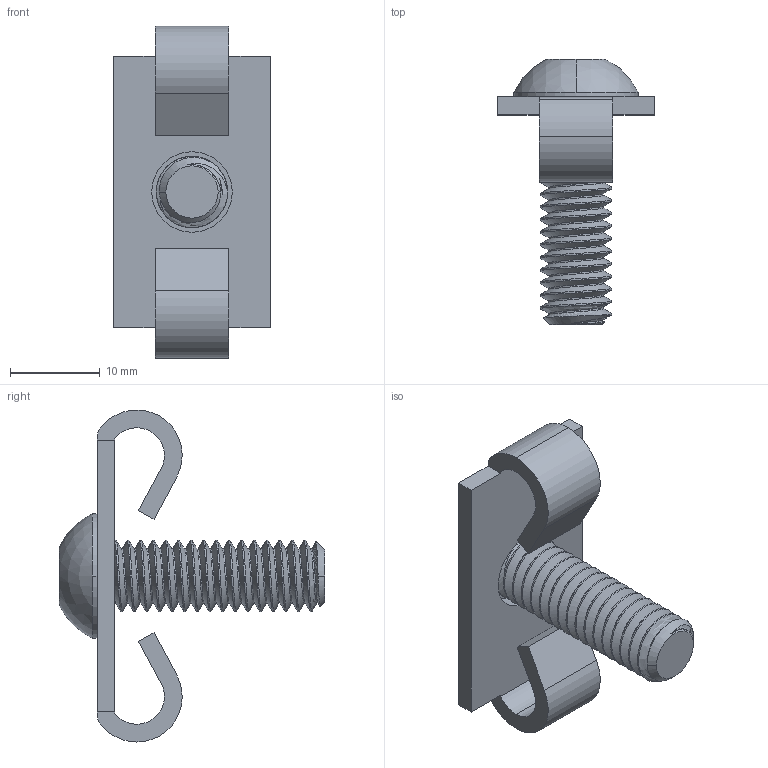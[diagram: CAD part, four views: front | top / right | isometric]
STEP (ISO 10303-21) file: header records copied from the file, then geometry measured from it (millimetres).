
FILE_DESCRIPTION (( 'STEP AP203' ), '1' );
FILE_NAME ('A-FST-EF-SS-15-00001-900021.STEP', '2025-10-01T01:22:11', ( '' ), ( '' ), 'SwSTEP 2.0', 'SolidWorks 2019', '' );
FILE_SCHEMA (( 'CONFIG_CONTROL_DESIGN' ));
Length unit declared in the file: inch
Products named in the file (3): A-FST-EF-SS-15-00001 (900021);FST-BHSCS-SS-0.3125-18X1.000 (100074)_92949A582; A-FST-EF-SS-15-00001-900021; A-FST-EF-SS-15-00001 (900021);FST-EF-SS-15 (100246)
Assembly tree (2 placements, depth 2):
  A-FST-EF-SS-15-00001-900021
    A-FST-EF-SS-15-00001 (900021);FST-EF-SS-15 (100246)
    A-FST-EF-SS-15-00001 (900021);FST-BHSCS-SS-0.3125-18X1.000 (100074)_92949A582
Bounding box: 17.53 x 29.62 x 37.08 mm (x, y, z)
Volume: 2933.3 mm3; surface area: 3292 mm2
Topology: 2 solids, 2 shells, 103 faces, 273 edges, 174 vertices
Faces by surface type: cylinder 50, plane 33, cone 15, bspline 3, sphere 2
Entity records: 6416 total; most frequent: CARTESIAN_POINT 3789, ORIENTED_EDGE 542, DIRECTION 440, EDGE_CURVE 271, VERTEX_POINT 174, AXIS2_PLACEMENT_3D 158, VECTOR 124, LINE 124
